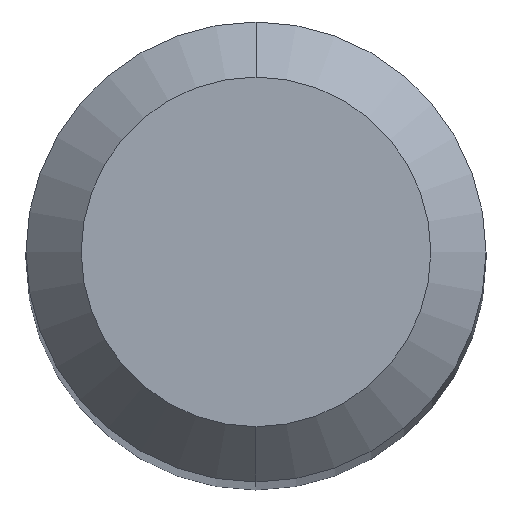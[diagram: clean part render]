
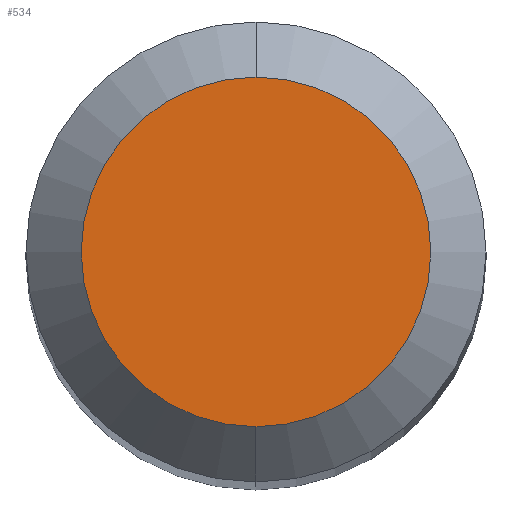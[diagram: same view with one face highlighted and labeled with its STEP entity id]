
A CAD part, top view. The second image highlights one B-rep face of the part: STEP entity #534.
In plain terms, the highlighted planar face has unit normal (0, 0, 1).
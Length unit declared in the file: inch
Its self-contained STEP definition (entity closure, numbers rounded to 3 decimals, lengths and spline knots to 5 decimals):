
#7 = CARTESIAN_POINT ( 'NONE',  ( 0., 0.0475, 0. ) ) ;
#14 = EDGE_CURVE ( 'NONE', #51, #554, #357, .T. ) ;
#51 = VERTEX_POINT ( 'NONE', #7 ) ;
#81 = ORIENTED_EDGE ( 'NONE', *, *, #216, .T. ) ;
#118 = AXIS2_PLACEMENT_3D ( 'NONE', #183, #479, #131 ) ;
#131 = DIRECTION ( 'NONE',  ( 0., -1., 0. ) ) ;
#143 = EDGE_LOOP ( 'NONE', ( #446, #81 ) ) ;
#156 = AXIS2_PLACEMENT_3D ( 'NONE', #169, #208, #333 ) ;
#169 = CARTESIAN_POINT ( 'NONE',  ( 0., 0.0475, 0. ) ) ;
#183 = CARTESIAN_POINT ( 'NONE',  ( 0., 0., 0. ) ) ;
#208 = DIRECTION ( 'NONE',  ( 0., 0., -1. ) ) ;
#216 = EDGE_CURVE ( 'NONE', #554, #51, #310, .T. ) ;
#242 = DIRECTION ( 'NONE',  ( 0., -1., 0. ) ) ;
#257 = CARTESIAN_POINT ( 'NONE',  ( 0., -0.0475, 0. ) ) ;
#310 = CIRCLE ( 'NONE', #321, 0.0475 ) ;
#321 = AXIS2_PLACEMENT_3D ( 'NONE', #344, #440, #242 ) ;
#333 = DIRECTION ( 'NONE',  ( 0., 1., 0. ) ) ;
#344 = CARTESIAN_POINT ( 'NONE',  ( 0., 0., 0. ) ) ;
#357 = CIRCLE ( 'NONE', #118, 0.0475 ) ;
#416 = FACE_OUTER_BOUND ( 'NONE', #143, .T. ) ;
#440 = DIRECTION ( 'NONE',  ( 0., 0., 1. ) ) ;
#446 = ORIENTED_EDGE ( 'NONE', *, *, #14, .T. ) ;
#479 = DIRECTION ( 'NONE',  ( 0., 0., 1. ) ) ;
#534 = ADVANCED_FACE ( 'NONE', ( #416 ), #555, .F. ) ;
#554 = VERTEX_POINT ( 'NONE', #257 ) ;
#555 = PLANE ( 'NONE',  #156 ) ;
